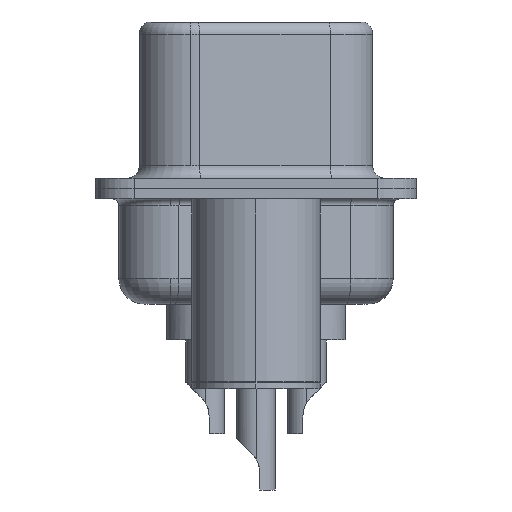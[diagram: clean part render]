
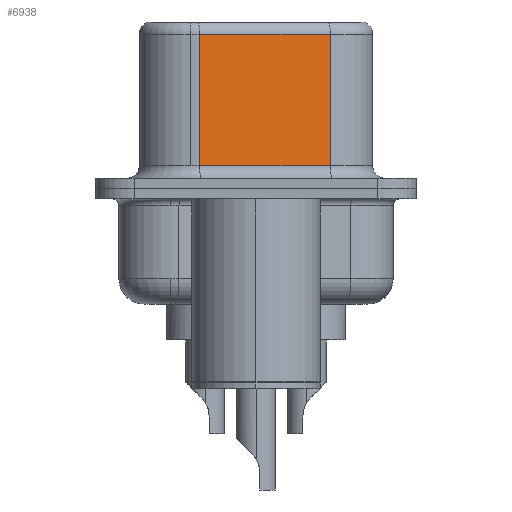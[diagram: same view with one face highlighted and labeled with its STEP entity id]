
A CAD part, left-side view. The second image highlights one B-rep face of the part: STEP entity #6938.
In plain terms, the highlighted planar face has unit normal (-0.985, -0.174, 0).
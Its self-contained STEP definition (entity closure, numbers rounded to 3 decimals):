
#399 = CARTESIAN_POINT ( 'NONE',  ( 4.555, -2.897, 0.9 ) ) ;
#885 = PLANE ( 'NONE',  #17652 ) ;
#2251 = VERTEX_POINT ( 'NONE', #10549 ) ;
#3728 = CARTESIAN_POINT ( 'NONE',  ( 4.555, -2.897, 0.9 ) ) ;
#4239 = CARTESIAN_POINT ( 'NONE',  ( 3.655, 2.203, 6.52 ) ) ;
#5227 = VERTEX_POINT ( 'NONE', #19255 ) ;
#5810 = EDGE_CURVE ( 'NONE', #10200, #12700, #13725, .T. ) ;
#6938 = ADVANCED_FACE ( 'NONE', ( #15639 ), #885, .F. ) ;
#7037 = VECTOR ( 'NONE', #17651, 1000. ) ;
#7215 = VECTOR ( 'NONE', #18654, 1000. ) ;
#7557 = ORIENTED_EDGE ( 'NONE', *, *, #11610, .T. ) ;
#7685 = DIRECTION ( 'NONE',  ( 0., 0., -1. ) ) ;
#10200 = VERTEX_POINT ( 'NONE', #17208 ) ;
#10549 = CARTESIAN_POINT ( 'NONE',  ( 3.655, 2.203, 0.9 ) ) ;
#10652 = VECTOR ( 'NONE', #7685, 1000. ) ;
#10949 = CARTESIAN_POINT ( 'NONE',  ( 4.555, -2.897, 6.52 ) ) ;
#11151 = CARTESIAN_POINT ( 'NONE',  ( 4.555, -2.897, 6.02 ) ) ;
#11417 = LINE ( 'NONE', #11151, #7037 ) ;
#11610 = EDGE_CURVE ( 'NONE', #5227, #2251, #11665, .T. ) ;
#11665 = LINE ( 'NONE', #4239, #10652 ) ;
#12700 = VERTEX_POINT ( 'NONE', #3728 ) ;
#13437 = ORIENTED_EDGE ( 'NONE', *, *, #17746, .T. ) ;
#13474 = ORIENTED_EDGE ( 'NONE', *, *, #14601, .T. ) ;
#13725 = LINE ( 'NONE', #10949, #14251 ) ;
#14251 = VECTOR ( 'NONE', #14860, 1000. ) ;
#14416 = ORIENTED_EDGE ( 'NONE', *, *, #5810, .F. ) ;
#14601 = EDGE_CURVE ( 'NONE', #10200, #5227, #11417, .T. ) ;
#14860 = DIRECTION ( 'NONE',  ( 0., 0., -1. ) ) ;
#15639 = FACE_OUTER_BOUND ( 'NONE', #18113, .T. ) ;
#17208 = CARTESIAN_POINT ( 'NONE',  ( 4.555, -2.897, 6.02 ) ) ;
#17651 = DIRECTION ( 'NONE',  ( -0.174, 0.985, 0. ) ) ;
#17652 = AXIS2_PLACEMENT_3D ( 'NONE', #20940, #19316, #18508 ) ;
#17746 = EDGE_CURVE ( 'NONE', #2251, #12700, #19696, .T. ) ;
#18113 = EDGE_LOOP ( 'NONE', ( #14416, #13474, #7557, #13437 ) ) ;
#18508 = DIRECTION ( 'NONE',  ( -0.174, 0.985, 0. ) ) ;
#18654 = DIRECTION ( 'NONE',  ( 0.174, -0.985, 0. ) ) ;
#19255 = CARTESIAN_POINT ( 'NONE',  ( 3.655, 2.203, 6.02 ) ) ;
#19316 = DIRECTION ( 'NONE',  ( 0.985, 0.174, 0. ) ) ;
#19696 = LINE ( 'NONE', #399, #7215 ) ;
#20940 = CARTESIAN_POINT ( 'NONE',  ( 4.555, -2.897, 6.52 ) ) ;
